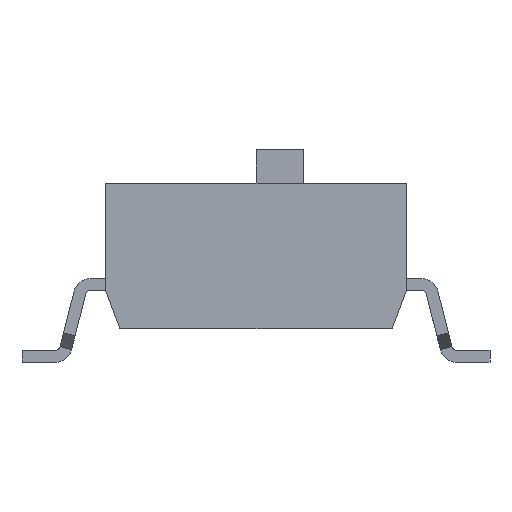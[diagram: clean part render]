
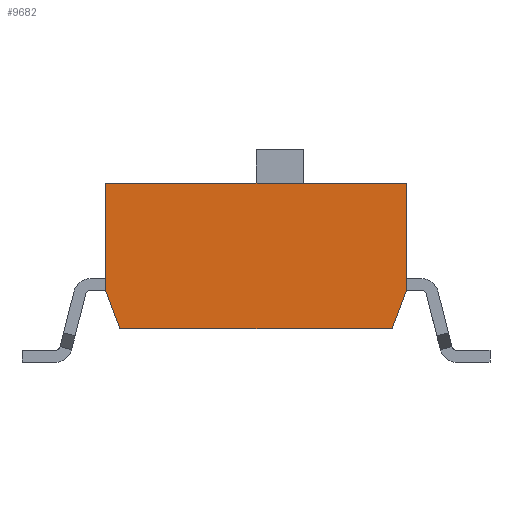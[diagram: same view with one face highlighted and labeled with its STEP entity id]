
A CAD part, left-side view. The second image highlights one B-rep face of the part: STEP entity #9682.
In plain terms, the highlighted planar face has unit normal (-1, 0, 0).
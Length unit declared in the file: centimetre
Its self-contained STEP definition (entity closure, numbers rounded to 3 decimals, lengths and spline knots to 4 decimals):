
#949=FACE_OUTER_BOUND('',#1486,.T.);
#1486=EDGE_LOOP('',(#8773,#8774,#8775,#8776,#8777,#8778));
#2446=LINE('',#16191,#3567);
#2581=LINE('',#16465,#3702);
#2592=LINE('',#16481,#3713);
#2603=LINE('',#16495,#3724);
#2606=LINE('',#16499,#3727);
#2608=LINE('',#16503,#3729);
#3567=VECTOR('',#12182,1.);
#3702=VECTOR('',#12437,1.);
#3713=VECTOR('',#12450,1.);
#3724=VECTOR('',#12463,1.);
#3727=VECTOR('',#12468,1.);
#3729=VECTOR('',#12474,1.);
#4535=VERTEX_POINT('',#16188);
#4536=VERTEX_POINT('',#16190);
#4614=VERTEX_POINT('',#16463);
#4615=VERTEX_POINT('',#16464);
#4618=VERTEX_POINT('',#16479);
#4619=VERTEX_POINT('',#16480);
#5846=EDGE_CURVE('',#4536,#4535,#2446,.T.);
#5981=EDGE_CURVE('',#4614,#4615,#2581,.T.);
#5992=EDGE_CURVE('',#4618,#4619,#2592,.T.);
#6003=EDGE_CURVE('',#4614,#4535,#2603,.T.);
#6006=EDGE_CURVE('',#4619,#4536,#2606,.T.);
#6008=EDGE_CURVE('',#4618,#4615,#2608,.T.);
#8773=ORIENTED_EDGE('',*,*,#5981,.T.);
#8774=ORIENTED_EDGE('',*,*,#6008,.F.);
#8775=ORIENTED_EDGE('',*,*,#5992,.T.);
#8776=ORIENTED_EDGE('',*,*,#6006,.T.);
#8777=ORIENTED_EDGE('',*,*,#5846,.T.);
#8778=ORIENTED_EDGE('',*,*,#6003,.F.);
#9165=PLANE('',#10248);
#9682=ADVANCED_FACE('',(#949),#9165,.T.);
#10248=AXIS2_PLACEMENT_3D('',#16502,#12472,#12473);
#12182=DIRECTION('',(0.,1.,0.));
#12437=DIRECTION('',(0.,-0.351,-0.936));
#12450=DIRECTION('',(0.,-0.351,0.936));
#12463=DIRECTION('',(0.,0.,1.));
#12468=DIRECTION('',(0.,0.,1.));
#12472=DIRECTION('center_axis',(-1.,0.,0.));
#12473=DIRECTION('ref_axis',(0.,0.,1.));
#12474=DIRECTION('',(0.,1.,0.));
#16188=CARTESIAN_POINT('',(-0.941,0.315,0.305));
#16190=CARTESIAN_POINT('',(-0.941,-0.315,0.305));
#16191=CARTESIAN_POINT('',(-0.941,-0.315,0.305));
#16463=CARTESIAN_POINT('',(-0.941,0.315,0.08));
#16464=CARTESIAN_POINT('',(-0.941,0.285,0.));
#16465=CARTESIAN_POINT('',(-0.941,0.263,-0.0586));
#16479=CARTESIAN_POINT('',(-0.941,-0.285,0.));
#16480=CARTESIAN_POINT('',(-0.941,-0.315,0.08));
#16481=CARTESIAN_POINT('',(-0.941,-0.2868,0.0049));
#16495=CARTESIAN_POINT('',(-0.941,0.315,0.));
#16499=CARTESIAN_POINT('',(-0.941,-0.315,0.));
#16502=CARTESIAN_POINT('Origin',(-0.941,-0.315,0.));
#16503=CARTESIAN_POINT('',(-0.941,-0.315,0.));
